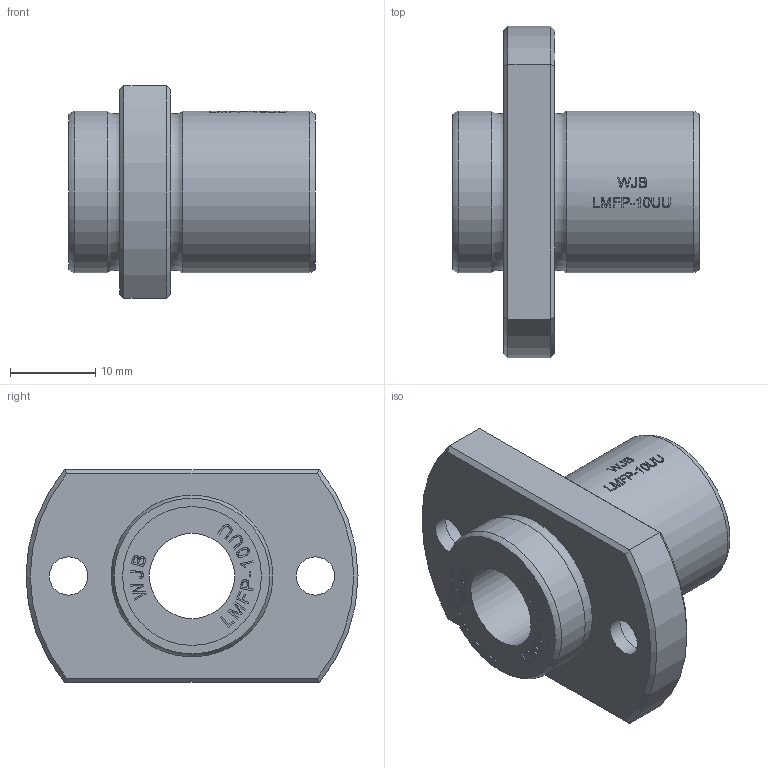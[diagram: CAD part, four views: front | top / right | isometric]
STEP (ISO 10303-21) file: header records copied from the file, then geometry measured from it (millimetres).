
FILE_DESCRIPTION(/* description */ (''),/* implementation_level */ '2;1');
FILE_NAME(/* name */ 'WJB-LMHP-10UU.stp',/* time_stamp */ '2019-01-27T12:10:51+08:00',/* author */ (''),/* organization */ (''),/* preprocessor_version */ 'ST-DEVELOPER v11',/* originating_system */ 'SIEMENS UGS NX 6.0',/* authorisation */ '');
FILE_SCHEMA (('AUTOMOTIVE_DESIGN { 1 0 10303 214 1 1 1 1 }'));
Length unit declared in the file: millimetre
Products named in the file (1): ROCKE321z0mt
Bounding box: 29 x 39 x 25 mm (x, y, z)
Volume: 9069.9 mm3; surface area: 4776.6 mm2
Topology: 1 solids, 1 shells, 354 faces, 888 edges, 590 vertices
Faces by surface type: plane 223, extrusion 96, cylinder 27, torus 4, cone 4
Full cylindrical faces by diameter (mm): 4.5 x2, 8 x2, 10 x1, 16.3 x2, 19 x2
Entity records: 13389 total; most frequent: CARTESIAN_POINT 5474, ORIENTED_EDGE 1746, DIRECTION 1251, EDGE_CURVE 873, VERTEX_POINT 588, VECTOR 545, LINE 449, EDGE_LOOP 427
